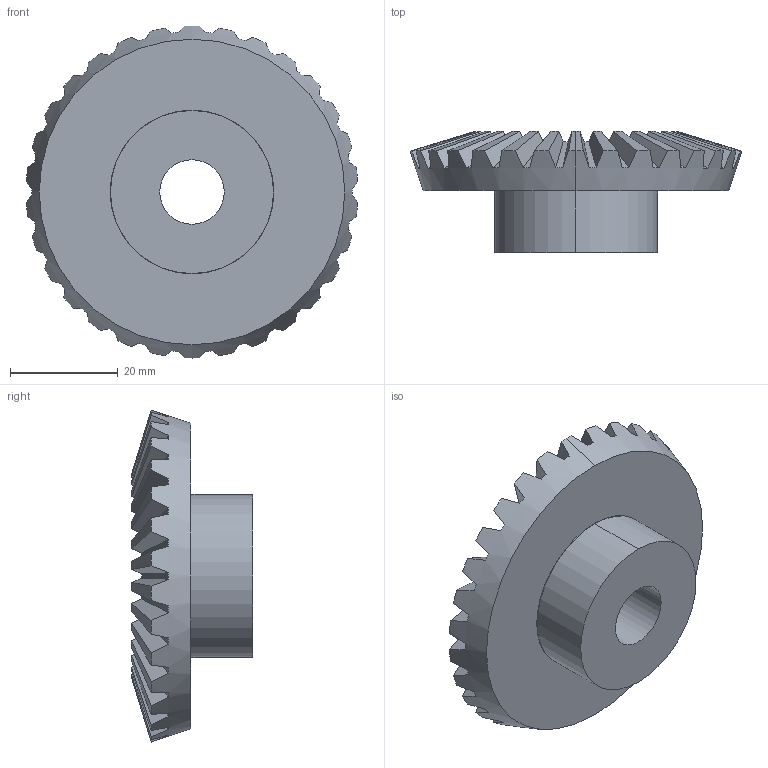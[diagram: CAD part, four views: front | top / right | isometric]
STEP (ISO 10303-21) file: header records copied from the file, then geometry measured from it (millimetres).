
FILE_DESCRIPTION(('STEP AP214'),'1');
FILE_NAME('p_201030-30.stp','2017-11-02T20:56:43',('TraceParts'),('TraceParts S.A.'),'Spatial InterOp 3D',' ',' ');
FILE_SCHEMA(('automotive_design'));
Length unit declared in the file: millimetre
Products named in the file (1): p_201030-30
Bounding box: 61.59 x 22.5 x 61.7 mm (x, y, z)
Volume: 28881 mm3; surface area: 9928.1 mm2
Topology: 1 solids, 1 shells, 135 faces, 393 edges, 261 vertices
Faces by surface type: plane 93, cone 36, cylinder 4, torus 2
Entity records: 4345 total; most frequent: CARTESIAN_POINT 1150, ORIENTED_EDGE 786, DIRECTION 628, EDGE_CURVE 393, AXIS2_PLACEMENT_3D 279, VERTEX_POINT 261, EDGE_LOOP 138, ADVANCED_FACE 135
